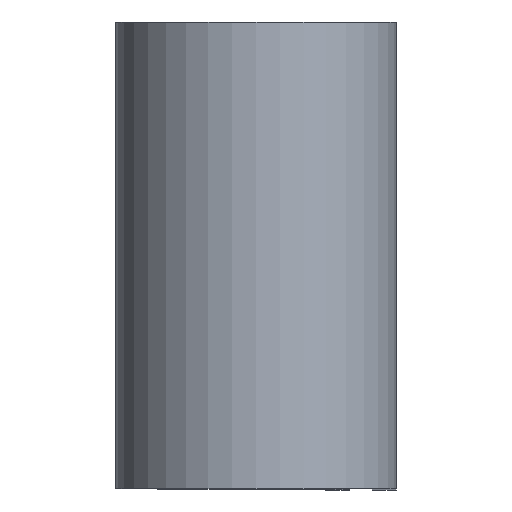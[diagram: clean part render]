
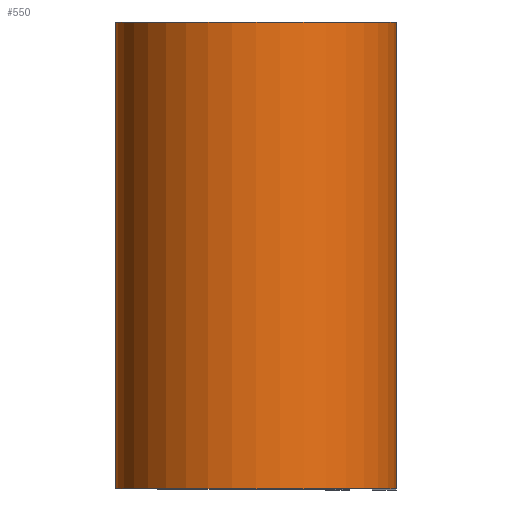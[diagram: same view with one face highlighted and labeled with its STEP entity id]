
A CAD part, top view. The second image highlights one B-rep face of the part: STEP entity #550.
In plain terms, the highlighted cylindrical face has radius 4.775 mm (diameter 9.55 mm), a partial arc.
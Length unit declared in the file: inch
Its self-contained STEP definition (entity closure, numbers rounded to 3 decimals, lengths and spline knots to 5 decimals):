
#23 = CYLINDRICAL_SURFACE ( 'NONE', #206, 0.188 ) ;
#55 = LINE ( 'NONE', #142, #329 ) ;
#106 = ORIENTED_EDGE ( 'NONE', *, *, #386, .F. ) ;
#125 = AXIS2_PLACEMENT_3D ( 'NONE', #221, #225, #228 ) ;
#142 = CARTESIAN_POINT ( 'NONE',  ( 0., 0.3125, -0.188 ) ) ;
#178 = FACE_OUTER_BOUND ( 'NONE', #222, .T. ) ;
#193 = CARTESIAN_POINT ( 'NONE',  ( 0.188, -0.3125, 0. ) ) ;
#206 = AXIS2_PLACEMENT_3D ( 'NONE', #423, #364, #434 ) ;
#221 = CARTESIAN_POINT ( 'NONE',  ( 0., 0.3125, 0. ) ) ;
#222 = EDGE_LOOP ( 'NONE', ( #376, #106, #521, #563 ) ) ;
#225 = DIRECTION ( 'NONE',  ( 0., 1., 0. ) ) ;
#228 = DIRECTION ( 'NONE',  ( 1., 0., 0. ) ) ;
#276 = LINE ( 'NONE', #564, #714 ) ;
#293 = VERTEX_POINT ( 'NONE', #477 ) ;
#300 = CIRCLE ( 'NONE', #614, 0.188 ) ;
#329 = VECTOR ( 'NONE', #606, 39.37008 ) ;
#337 = VERTEX_POINT ( 'NONE', #370 ) ;
#364 = DIRECTION ( 'NONE',  ( 0., -1., 0. ) ) ;
#370 = CARTESIAN_POINT ( 'NONE',  ( 0., 0.3125, -0.188 ) ) ;
#376 = ORIENTED_EDGE ( 'NONE', *, *, #429, .T. ) ;
#386 = EDGE_CURVE ( 'NONE', #293, #580, #276, .T. ) ;
#390 = CIRCLE ( 'NONE', #125, 0.188 ) ;
#423 = CARTESIAN_POINT ( 'NONE',  ( 0., 0.3125, 0. ) ) ;
#429 = EDGE_CURVE ( 'NONE', #480, #580, #300, .T. ) ;
#434 = DIRECTION ( 'NONE',  ( 0., 0., -1. ) ) ;
#463 = DIRECTION ( 'NONE',  ( 1., 0., 0. ) ) ;
#477 = CARTESIAN_POINT ( 'NONE',  ( 0.188, 0.3125, 0. ) ) ;
#480 = VERTEX_POINT ( 'NONE', #625 ) ;
#521 = ORIENTED_EDGE ( 'NONE', *, *, #642, .F. ) ;
#541 = EDGE_CURVE ( 'NONE', #337, #480, #55, .T. ) ;
#550 = ADVANCED_FACE ( 'NONE', ( #178 ), #23, .T. ) ;
#563 = ORIENTED_EDGE ( 'NONE', *, *, #541, .T. ) ;
#564 = CARTESIAN_POINT ( 'NONE',  ( 0.188, 0.3125, 0. ) ) ;
#580 = VERTEX_POINT ( 'NONE', #193 ) ;
#584 = DIRECTION ( 'NONE',  ( 0., 1., 0. ) ) ;
#606 = DIRECTION ( 'NONE',  ( 0., -1., 0. ) ) ;
#614 = AXIS2_PLACEMENT_3D ( 'NONE', #644, #584, #463 ) ;
#625 = CARTESIAN_POINT ( 'NONE',  ( 0., -0.3125, -0.188 ) ) ;
#642 = EDGE_CURVE ( 'NONE', #337, #293, #390, .T. ) ;
#644 = CARTESIAN_POINT ( 'NONE',  ( 0., -0.3125, 0. ) ) ;
#677 = DIRECTION ( 'NONE',  ( 0., -1., 0. ) ) ;
#714 = VECTOR ( 'NONE', #677, 39.37008 ) ;
